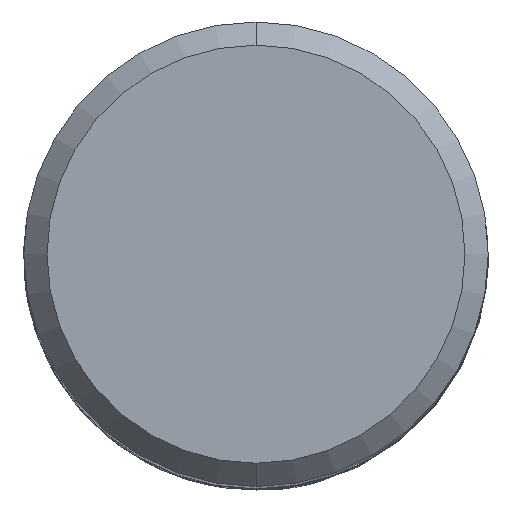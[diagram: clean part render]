
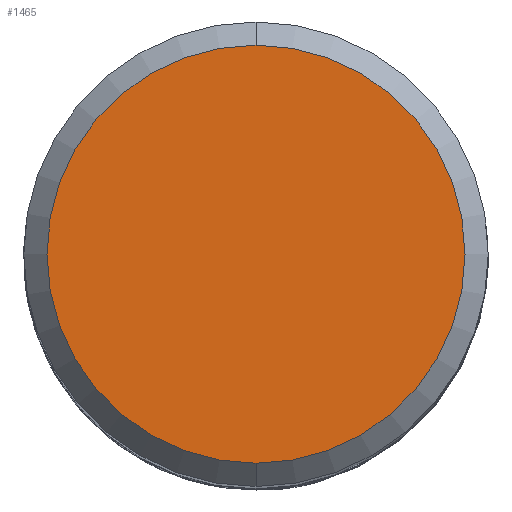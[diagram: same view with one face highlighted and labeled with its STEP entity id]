
A CAD part, top view. The second image highlights one B-rep face of the part: STEP entity #1465.
In plain terms, the highlighted planar face has unit normal (0, 0, 1).
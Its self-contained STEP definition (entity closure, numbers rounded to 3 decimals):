
#615=VERTEX_POINT('',#1768);
#1107=VERTEX_POINT('',#2303);
#1383=EDGE_CURVE('',#615,#1107,#2609,.T.);
#1465=ADVANCED_FACE('',(#2697),#2698,.T.);
#1497=EDGE_CURVE('',#1107,#615,#2732,.T.);
#1768=CARTESIAN_POINT('',(0.,-9.0,0.0));
#2303=CARTESIAN_POINT('',(0.0,9.0,0.0));
#2609=CIRCLE('',#13830,9.0);
#2697=FACE_OUTER_BOUND('',#14287,.T.);
#2698=PLANE('',#14288);
#2732=CIRCLE('',#14790,9.0);
#13830=AXIS2_PLACEMENT_3D('',#18244,#18245,#18246);
#14287=EDGE_LOOP('',(#18327,#18328));
#14288=AXIS2_PLACEMENT_3D('',#18329,#18330,#18331);
#14790=AXIS2_PLACEMENT_3D('',#18346,#18347,#18348);
#18244=CARTESIAN_POINT('',(0.0,0.0,0.0));
#18245=DIRECTION('',(0.0,0.0,-1.0));
#18246=DIRECTION('',(0.0,1.0,0.0));
#18327=ORIENTED_EDGE('',*,*,#1497,.F.);
#18328=ORIENTED_EDGE('',*,*,#1383,.F.);
#18329=CARTESIAN_POINT('',(0.0,4.5,0.0));
#18330=DIRECTION('',(-0.0,0.0,1.0));
#18331=DIRECTION('',(0.0,-1.0,0.0));
#18346=CARTESIAN_POINT('',(0.0,0.0,0.0));
#18347=DIRECTION('',(0.0,0.0,-1.0));
#18348=DIRECTION('',(0.0,1.0,0.0));
